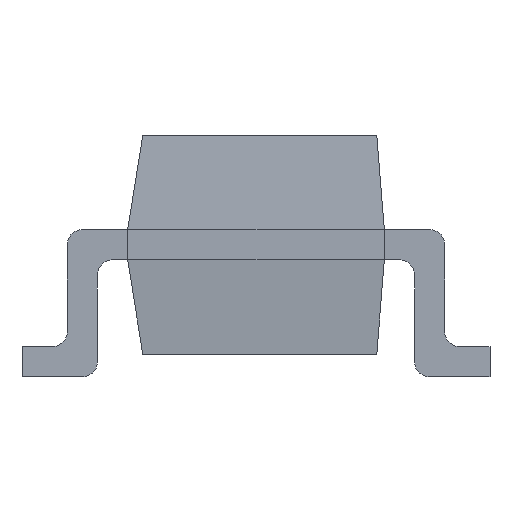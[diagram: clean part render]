
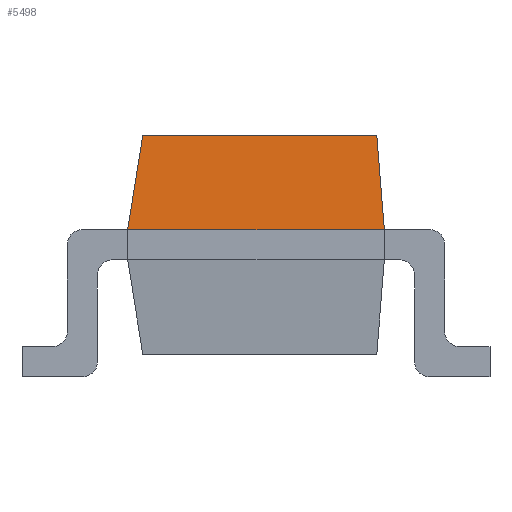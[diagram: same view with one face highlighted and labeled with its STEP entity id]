
A CAD part, left-side view. The second image highlights one B-rep face of the part: STEP entity #5498.
In plain terms, the highlighted free-form (B-spline) face has degree [1, 1] with [2, 2] control points.
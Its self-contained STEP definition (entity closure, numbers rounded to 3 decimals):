
#669 = PLANE('',#670);
#670 = AXIS2_PLACEMENT_3D('',#671,#672,#673);
#671 = CARTESIAN_POINT('',(-1.5,-0.85,0.2));
#672 = DIRECTION('',(1.,0.,0.));
#673 = DIRECTION('',(0.,1.,0.));
#686 = VERTEX_POINT('',#687);
#687 = CARTESIAN_POINT('',(-1.5,0.85,0.2));
#748 = B_SPLINE_SURFACE_WITH_KNOTS('',1,1,(
    (#749,#750)
    ,(#751,#752)),.UNSPECIFIED.,.F.,.F.,.F.,(2,2),(2,2),(0.,3.),(0.,1.),
  .PIECEWISE_BEZIER_KNOTS.);
#749 = CARTESIAN_POINT('',(-1.5,0.85,0.2));
#750 = CARTESIAN_POINT('',(-1.45,0.75,0.825));
#751 = CARTESIAN_POINT('',(1.5,0.85,0.2));
#752 = CARTESIAN_POINT('',(1.45,0.75,0.825));
#1321 = B_SPLINE_SURFACE_WITH_KNOTS('',1,1,(
    (#1322,#1323)
    ,(#1324,#1325
    )),.UNSPECIFIED.,.F.,.F.,.F.,(2,2),(2,2),(0.,3.),(0.,1.),
  .PIECEWISE_BEZIER_KNOTS.);
#1322 = CARTESIAN_POINT('',(1.5,-0.85,0.2));
#1323 = CARTESIAN_POINT('',(1.45,-0.8,0.825));
#1324 = CARTESIAN_POINT('',(-1.5,-0.85,0.2));
#1325 = CARTESIAN_POINT('',(-1.45,-0.8,0.825));
#1756 = VERTEX_POINT('',#1757);
#1757 = CARTESIAN_POINT('',(-1.5,-0.85,0.2));
#1801 = EDGE_CURVE('',#1756,#686,#1802,.T.);
#1802 = SURFACE_CURVE('',#1803,(#1807,#1814),.PCURVE_S1.);
#1803 = LINE('',#1804,#1805);
#1804 = CARTESIAN_POINT('',(-1.5,-0.85,0.2));
#1805 = VECTOR('',#1806,1.);
#1806 = DIRECTION('',(0.,1.,0.));
#1807 = PCURVE('',#669,#1808);
#1808 = DEFINITIONAL_REPRESENTATION('',(#1809),#1813);
#1809 = LINE('',#1810,#1811);
#1810 = CARTESIAN_POINT('',(0.,0.));
#1811 = VECTOR('',#1812,1.);
#1812 = DIRECTION('',(1.,0.));
#1813 = ( GEOMETRIC_REPRESENTATION_CONTEXT(2) 
PARAMETRIC_REPRESENTATION_CONTEXT() REPRESENTATION_CONTEXT('2D SPACE',''
  ) );
#1814 = PCURVE('',#1815,#1820);
#1815 = B_SPLINE_SURFACE_WITH_KNOTS('',1,1,(
    (#1816,#1817)
    ,(#1818,#1819
    )),.UNSPECIFIED.,.F.,.F.,.F.,(2,2),(2,2),(0.,1.7),(0.,1.),
  .PIECEWISE_BEZIER_KNOTS.);
#1816 = CARTESIAN_POINT('',(-1.5,-0.85,0.2));
#1817 = CARTESIAN_POINT('',(-1.45,-0.8,0.825));
#1818 = CARTESIAN_POINT('',(-1.5,0.85,0.2));
#1819 = CARTESIAN_POINT('',(-1.45,0.75,0.825));
#1820 = DEFINITIONAL_REPRESENTATION('',(#1821),#1825);
#1821 = LINE('',#1822,#1823);
#1822 = CARTESIAN_POINT('',(0.,0.));
#1823 = VECTOR('',#1824,1.);
#1824 = DIRECTION('',(1.,0.));
#1825 = ( GEOMETRIC_REPRESENTATION_CONTEXT(2) 
PARAMETRIC_REPRESENTATION_CONTEXT() REPRESENTATION_CONTEXT('2D SPACE',''
  ) );
#1936 = VERTEX_POINT('',#1937);
#1937 = CARTESIAN_POINT('',(-1.45,0.75,0.825));
#1950 = PLANE('',#1951);
#1951 = AXIS2_PLACEMENT_3D('',#1952,#1953,#1954);
#1952 = CARTESIAN_POINT('',(0.,-0.025,0.825));
#1953 = DIRECTION('',(0.,0.,-1.));
#1954 = DIRECTION('',(0.,-1.,0.));
#1962 = EDGE_CURVE('',#686,#1936,#1963,.T.);
#1963 = SURFACE_CURVE('',#1964,(#1967,#1974),.PCURVE_S1.);
#1964 = B_SPLINE_CURVE_WITH_KNOTS('',1,(#1965,#1966),.UNSPECIFIED.,.F.,
  .F.,(2,2),(0.,1.),.PIECEWISE_BEZIER_KNOTS.);
#1965 = CARTESIAN_POINT('',(-1.5,0.85,0.2));
#1966 = CARTESIAN_POINT('',(-1.45,0.75,0.825));
#1967 = PCURVE('',#748,#1968);
#1968 = DEFINITIONAL_REPRESENTATION('',(#1969),#1973);
#1969 = LINE('',#1970,#1971);
#1970 = CARTESIAN_POINT('',(0.,0.));
#1971 = VECTOR('',#1972,1.);
#1972 = DIRECTION('',(0.,1.));
#1973 = ( GEOMETRIC_REPRESENTATION_CONTEXT(2) 
PARAMETRIC_REPRESENTATION_CONTEXT() REPRESENTATION_CONTEXT('2D SPACE',''
  ) );
#1974 = PCURVE('',#1815,#1975);
#1975 = DEFINITIONAL_REPRESENTATION('',(#1976),#1980);
#1976 = LINE('',#1977,#1978);
#1977 = CARTESIAN_POINT('',(1.7,0.));
#1978 = VECTOR('',#1979,1.);
#1979 = DIRECTION('',(0.,1.));
#1980 = ( GEOMETRIC_REPRESENTATION_CONTEXT(2) 
PARAMETRIC_REPRESENTATION_CONTEXT() REPRESENTATION_CONTEXT('2D SPACE',''
  ) );
#3833 = EDGE_CURVE('',#1756,#3834,#3836,.T.);
#3834 = VERTEX_POINT('',#3835);
#3835 = CARTESIAN_POINT('',(-1.45,-0.8,0.825));
#3836 = SURFACE_CURVE('',#3837,(#3840,#3847),.PCURVE_S1.);
#3837 = B_SPLINE_CURVE_WITH_KNOTS('',1,(#3838,#3839),.UNSPECIFIED.,.F.,
  .F.,(2,2),(0.,1.),.PIECEWISE_BEZIER_KNOTS.);
#3838 = CARTESIAN_POINT('',(-1.5,-0.85,0.2));
#3839 = CARTESIAN_POINT('',(-1.45,-0.8,0.825));
#3840 = PCURVE('',#1321,#3841);
#3841 = DEFINITIONAL_REPRESENTATION('',(#3842),#3846);
#3842 = LINE('',#3843,#3844);
#3843 = CARTESIAN_POINT('',(3.,0.));
#3844 = VECTOR('',#3845,1.);
#3845 = DIRECTION('',(0.,1.));
#3846 = ( GEOMETRIC_REPRESENTATION_CONTEXT(2) 
PARAMETRIC_REPRESENTATION_CONTEXT() REPRESENTATION_CONTEXT('2D SPACE',''
  ) );
#3847 = PCURVE('',#1815,#3848);
#3848 = DEFINITIONAL_REPRESENTATION('',(#3849),#3853);
#3849 = LINE('',#3850,#3851);
#3850 = CARTESIAN_POINT('',(0.,0.));
#3851 = VECTOR('',#3852,1.);
#3852 = DIRECTION('',(0.,1.));
#3853 = ( GEOMETRIC_REPRESENTATION_CONTEXT(2) 
PARAMETRIC_REPRESENTATION_CONTEXT() REPRESENTATION_CONTEXT('2D SPACE',''
  ) );
#5498 = ADVANCED_FACE('',(#5499),#1815,.F.);
#5499 = FACE_BOUND('',#5500,.F.);
#5500 = EDGE_LOOP('',(#5501,#5502,#5503,#5523));
#5501 = ORIENTED_EDGE('',*,*,#1801,.T.);
#5502 = ORIENTED_EDGE('',*,*,#1962,.T.);
#5503 = ORIENTED_EDGE('',*,*,#5504,.F.);
#5504 = EDGE_CURVE('',#3834,#1936,#5505,.T.);
#5505 = SURFACE_CURVE('',#5506,(#5510,#5516),.PCURVE_S1.);
#5506 = LINE('',#5507,#5508);
#5507 = CARTESIAN_POINT('',(-1.45,-0.8,0.825));
#5508 = VECTOR('',#5509,1.);
#5509 = DIRECTION('',(0.,1.,0.));
#5510 = PCURVE('',#1815,#5511);
#5511 = DEFINITIONAL_REPRESENTATION('',(#5512),#5515);
#5512 = B_SPLINE_CURVE_WITH_KNOTS('',1,(#5513,#5514),.UNSPECIFIED.,.F.,
  .F.,(2,2),(0.,1.55),.PIECEWISE_BEZIER_KNOTS.);
#5513 = CARTESIAN_POINT('',(0.,1.));
#5514 = CARTESIAN_POINT('',(1.7,1.));
#5515 = ( GEOMETRIC_REPRESENTATION_CONTEXT(2) 
PARAMETRIC_REPRESENTATION_CONTEXT() REPRESENTATION_CONTEXT('2D SPACE',''
  ) );
#5516 = PCURVE('',#1950,#5517);
#5517 = DEFINITIONAL_REPRESENTATION('',(#5518),#5522);
#5518 = LINE('',#5519,#5520);
#5519 = CARTESIAN_POINT('',(0.775,1.45));
#5520 = VECTOR('',#5521,1.);
#5521 = DIRECTION('',(-1.,-0.));
#5522 = ( GEOMETRIC_REPRESENTATION_CONTEXT(2) 
PARAMETRIC_REPRESENTATION_CONTEXT() REPRESENTATION_CONTEXT('2D SPACE',''
  ) );
#5523 = ORIENTED_EDGE('',*,*,#3833,.F.);
